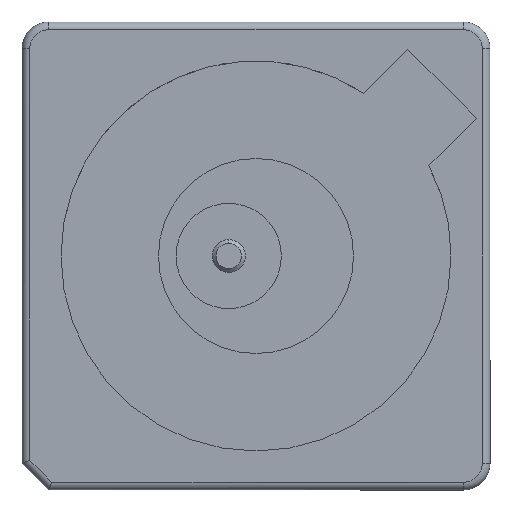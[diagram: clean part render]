
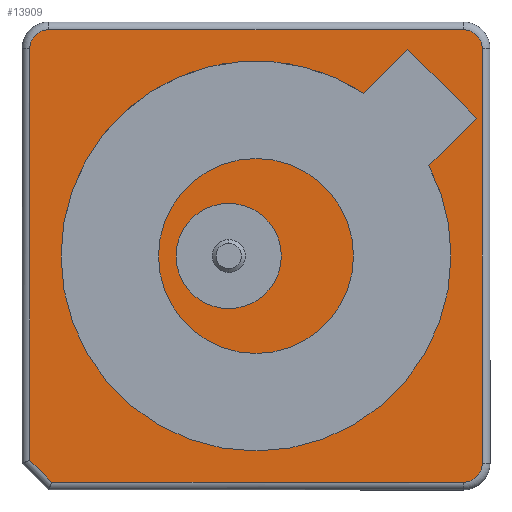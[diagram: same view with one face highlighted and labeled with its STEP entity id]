
A CAD part, front view. The second image highlights one B-rep face of the part: STEP entity #13909.
In plain terms, the highlighted planar face has unit normal (0, -1, 0).
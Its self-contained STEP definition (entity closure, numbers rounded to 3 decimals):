
#441 = AXIS2_PLACEMENT_3D ( 'NONE', #7177, #10776, #7313 ) ;
#477 = CARTESIAN_POINT ( 'NONE',  ( -0.7, 0., 0. ) ) ;
#642 = ORIENTED_EDGE ( 'NONE', *, *, #12046, .F. ) ;
#687 = DIRECTION ( 'NONE',  ( 0., -1., 0. ) ) ;
#995 = DIRECTION ( 'NONE',  ( 1., 0., 0. ) ) ;
#1123 = VERTEX_POINT ( 'NONE', #8405 ) ;
#1285 = DIRECTION ( 'NONE',  ( 0., -1., 0. ) ) ;
#1700 = ORIENTED_EDGE ( 'NONE', *, *, #12314, .T. ) ;
#1834 = AXIS2_PLACEMENT_3D ( 'NONE', #2390, #1285, #6039 ) ;
#1886 = CARTESIAN_POINT ( 'NONE',  ( 0., 0., 0. ) ) ;
#2390 = CARTESIAN_POINT ( 'NONE',  ( -0.7, 0., 0. ) ) ;
#2415 = ORIENTED_EDGE ( 'NONE', *, *, #6541, .T. ) ;
#2675 = VECTOR ( 'NONE', #995, 1000. ) ;
#2793 = CARTESIAN_POINT ( 'NONE',  ( -5.179, 0., -5.859 ) ) ;
#2818 = CARTESIAN_POINT ( 'NONE',  ( 0., 0., 5.8 ) ) ;
#3210 = EDGE_LOOP ( 'NONE', ( #2415, #12579, #12923, #12364, #1700, #14681, #6025, #6095 ) ) ;
#3275 = CARTESIAN_POINT ( 'NONE',  ( 5.8, 0., -5.32 ) ) ;
#3397 = FACE_BOUND ( 'NONE', #8918, .T. ) ;
#3412 = CARTESIAN_POINT ( 'NONE',  ( 5.32, 0., -5.32 ) ) ;
#3445 = EDGE_CURVE ( 'NONE', #14353, #12622, #8662, .T. ) ;
#3762 = FACE_OUTER_BOUND ( 'NONE', #3210, .T. ) ;
#3893 = CARTESIAN_POINT ( 'NONE',  ( -5.8, 0., 0. ) ) ;
#4125 = EDGE_CURVE ( 'NONE', #4845, #1123, #6276, .T. ) ;
#4845 = VERTEX_POINT ( 'NONE', #6453 ) ;
#5101 = DIRECTION ( 'NONE',  ( 0., 0., 1. ) ) ;
#5133 = CARTESIAN_POINT ( 'NONE',  ( 5.32, 0., -5.8 ) ) ;
#5398 = VERTEX_POINT ( 'NONE', #11473 ) ;
#5701 = CIRCLE ( 'NONE', #11364, 0.48 ) ;
#5819 = CARTESIAN_POINT ( 'NONE',  ( 0., 0., -5.8 ) ) ;
#5967 = LINE ( 'NONE', #5819, #2675 ) ;
#5987 = VERTEX_POINT ( 'NONE', #8492 ) ;
#6025 = ORIENTED_EDGE ( 'NONE', *, *, #3445, .T. ) ;
#6039 = DIRECTION ( 'NONE',  ( 0., 0., -1. ) ) ;
#6095 = ORIENTED_EDGE ( 'NONE', *, *, #10692, .T. ) ;
#6232 = AXIS2_PLACEMENT_3D ( 'NONE', #477, #687, #8812 ) ;
#6276 = CIRCLE ( 'NONE', #441, 0.48 ) ;
#6299 = EDGE_CURVE ( 'NONE', #12477, #14353, #5701, .T. ) ;
#6453 = CARTESIAN_POINT ( 'NONE',  ( -5.32, 0., 5.8 ) ) ;
#6541 = EDGE_CURVE ( 'NONE', #5398, #4845, #10766, .T. ) ;
#7177 = CARTESIAN_POINT ( 'NONE',  ( -5.32, 0., 5.32 ) ) ;
#7313 = DIRECTION ( 'NONE',  ( 0., 0., 1. ) ) ;
#7438 = EDGE_CURVE ( 'NONE', #5987, #12641, #8251, .T. ) ;
#7572 = VECTOR ( 'NONE', #11425, 1000. ) ;
#7804 = EDGE_CURVE ( 'NONE', #11369, #9968, #13520, .T. ) ;
#7866 = PLANE ( 'NONE',  #15026 ) ;
#8108 = EDGE_CURVE ( 'NONE', #1123, #5987, #10598, .T. ) ;
#8133 = DIRECTION ( 'NONE',  ( 0., 0., 1. ) ) ;
#8251 = LINE ( 'NONE', #2793, #12250 ) ;
#8405 = CARTESIAN_POINT ( 'NONE',  ( -5.8, 0., 5.32 ) ) ;
#8492 = CARTESIAN_POINT ( 'NONE',  ( -5.8, 0., -5.237 ) ) ;
#8662 = LINE ( 'NONE', #9188, #7572 ) ;
#8812 = DIRECTION ( 'NONE',  ( 0., 0., -1. ) ) ;
#8883 = ORIENTED_EDGE ( 'NONE', *, *, #7804, .F. ) ;
#8918 = EDGE_LOOP ( 'NONE', ( #642, #8883 ) ) ;
#9044 = DIRECTION ( 'NONE',  ( 0., 1., 0. ) ) ;
#9163 = CARTESIAN_POINT ( 'NONE',  ( -0.7, 0., -1.35 ) ) ;
#9188 = CARTESIAN_POINT ( 'NONE',  ( 5.8, 0., 0. ) ) ;
#9785 = CARTESIAN_POINT ( 'NONE',  ( 5.32, 0., 5.32 ) ) ;
#9816 = CIRCLE ( 'NONE', #10518, 0.48 ) ;
#9870 = VECTOR ( 'NONE', #13203, 1000. ) ;
#9960 = CIRCLE ( 'NONE', #6232, 1.35 ) ;
#9968 = VERTEX_POINT ( 'NONE', #9163 ) ;
#10518 = AXIS2_PLACEMENT_3D ( 'NONE', #9785, #12077, #5101 ) ;
#10598 = LINE ( 'NONE', #3893, #9870 ) ;
#10692 = EDGE_CURVE ( 'NONE', #12622, #5398, #9816, .T. ) ;
#10766 = LINE ( 'NONE', #2818, #13334 ) ;
#10776 = DIRECTION ( 'NONE',  ( 0., -1., 0. ) ) ;
#11236 = DIRECTION ( 'NONE',  ( 0., 0., 1. ) ) ;
#11364 = AXIS2_PLACEMENT_3D ( 'NONE', #3412, #11547, #8133 ) ;
#11369 = VERTEX_POINT ( 'NONE', #14927 ) ;
#11425 = DIRECTION ( 'NONE',  ( 0., 0., 1. ) ) ;
#11473 = CARTESIAN_POINT ( 'NONE',  ( 5.32, 0., 5.8 ) ) ;
#11547 = DIRECTION ( 'NONE',  ( 0., -1., 0. ) ) ;
#12046 = EDGE_CURVE ( 'NONE', #9968, #11369, #9960, .T. ) ;
#12077 = DIRECTION ( 'NONE',  ( 0., -1., 0. ) ) ;
#12250 = VECTOR ( 'NONE', #12253, 1000. ) ;
#12253 = DIRECTION ( 'NONE',  ( 0.707, 0., -0.707 ) ) ;
#12314 = EDGE_CURVE ( 'NONE', #12641, #12477, #5967, .T. ) ;
#12364 = ORIENTED_EDGE ( 'NONE', *, *, #7438, .T. ) ;
#12477 = VERTEX_POINT ( 'NONE', #5133 ) ;
#12579 = ORIENTED_EDGE ( 'NONE', *, *, #4125, .T. ) ;
#12622 = VERTEX_POINT ( 'NONE', #14806 ) ;
#12641 = VERTEX_POINT ( 'NONE', #13584 ) ;
#12923 = ORIENTED_EDGE ( 'NONE', *, *, #8108, .T. ) ;
#13203 = DIRECTION ( 'NONE',  ( 0., 0., -1. ) ) ;
#13334 = VECTOR ( 'NONE', #14617, 1000. ) ;
#13520 = CIRCLE ( 'NONE', #1834, 1.35 ) ;
#13584 = CARTESIAN_POINT ( 'NONE',  ( -5.237, 0., -5.8 ) ) ;
#13909 = ADVANCED_FACE ( 'NONE', ( #3397, #3762 ), #7866, .F. ) ;
#14353 = VERTEX_POINT ( 'NONE', #3275 ) ;
#14617 = DIRECTION ( 'NONE',  ( -1., 0., 0. ) ) ;
#14681 = ORIENTED_EDGE ( 'NONE', *, *, #6299, .T. ) ;
#14806 = CARTESIAN_POINT ( 'NONE',  ( 5.8, 0., 5.32 ) ) ;
#14927 = CARTESIAN_POINT ( 'NONE',  ( -0.7, 0., 1.35 ) ) ;
#15026 = AXIS2_PLACEMENT_3D ( 'NONE', #1886, #9044, #11236 ) ;
